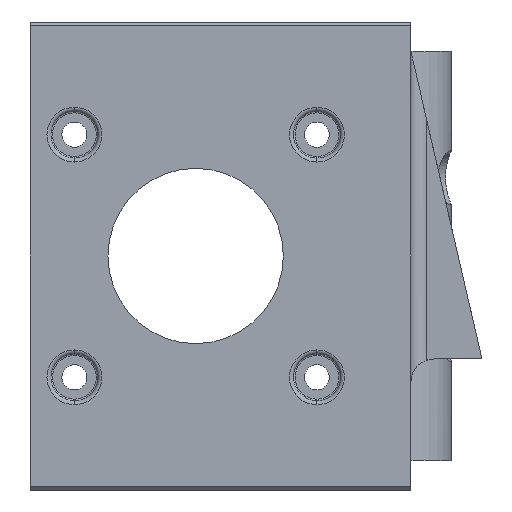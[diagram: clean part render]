
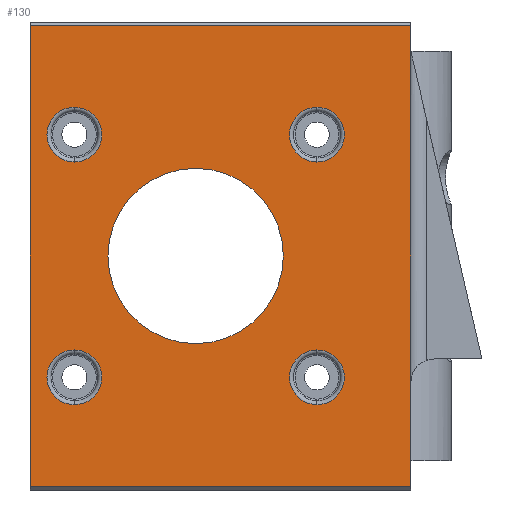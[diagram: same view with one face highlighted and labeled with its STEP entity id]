
A CAD part, left-side view. The second image highlights one B-rep face of the part: STEP entity #130.
In plain terms, the highlighted planar face has unit normal (-1, 0, 0).
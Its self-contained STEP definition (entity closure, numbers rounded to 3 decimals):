
#8 = CARTESIAN_POINT ( 'NONE',  ( 214.15, 15.2, 180.2 ) ) ;
#17 = DIRECTION ( 'NONE',  ( 1., 0., 0. ) ) ;
#34 = DIRECTION ( 'NONE',  ( 1., 0., 0. ) ) ;
#61 = DIRECTION ( 'NONE',  ( 1., 0., 0. ) ) ;
#77 = CARTESIAN_POINT ( 'NONE',  ( 214.15, 3.2, 135.3 ) ) ;
#82 = EDGE_CURVE ( 'NONE', #2221, #4106, #889, .T. ) ;
#112 = EDGE_LOOP ( 'NONE', ( #2278, #1244, #2896, #3416 ) ) ;
#128 = AXIS2_PLACEMENT_3D ( 'NONE', #4532, #61, #3909 ) ;
#130 = ADVANCED_FACE ( 'NONE', ( #3610, #3235, #3633, #1190, #4355, #2588 ), #2212, .F. ) ;
#145 = VERTEX_POINT ( 'NONE', #741 ) ;
#206 = CARTESIAN_POINT ( 'NONE',  ( 214.15, 51.85, 194.1 ) ) ;
#211 = DIRECTION ( 'NONE',  ( 1., 0., 0. ) ) ;
#249 = ORIENTED_EDGE ( 'NONE', *, *, #885, .T. ) ;
#273 = EDGE_CURVE ( 'NONE', #3707, #145, #819, .T. ) ;
#303 = DIRECTION ( 'NONE',  ( 1., 0., 0. ) ) ;
#311 = CARTESIAN_POINT ( 'NONE',  ( 214.15, 46.2, 149.2 ) ) ;
#339 = CARTESIAN_POINT ( 'NONE',  ( 214.15, 30.7, 175.9 ) ) ;
#435 = CARTESIAN_POINT ( 'NONE',  ( 214.15, 46.2, 152.7 ) ) ;
#436 = AXIS2_PLACEMENT_3D ( 'NONE', #1586, #211, #1888 ) ;
#472 = CARTESIAN_POINT ( 'NONE',  ( 214.15, 15.2, 180.2 ) ) ;
#474 = ORIENTED_EDGE ( 'NONE', *, *, #3184, .T. ) ;
#522 = EDGE_LOOP ( 'NONE', ( #3167, #1445 ) ) ;
#682 = LINE ( 'NONE', #2077, #3749 ) ;
#713 = EDGE_CURVE ( 'NONE', #909, #1406, #3618, .T. ) ;
#741 = CARTESIAN_POINT ( 'NONE',  ( 214.15, 15.2, 152.7 ) ) ;
#743 = AXIS2_PLACEMENT_3D ( 'NONE', #1855, #1878, #3962 ) ;
#765 = ORIENTED_EDGE ( 'NONE', *, *, #1784, .T. ) ;
#775 = ORIENTED_EDGE ( 'NONE', *, *, #713, .T. ) ;
#804 = CARTESIAN_POINT ( 'NONE',  ( 214.15, 51.85, 134.55 ) ) ;
#814 = CARTESIAN_POINT ( 'NONE',  ( 214.15, 15.2, 145.7 ) ) ;
#819 = CIRCLE ( 'NONE', #3841, 3.5 ) ;
#821 = DIRECTION ( 'NONE',  ( 1., 0., 0. ) ) ;
#885 = EDGE_CURVE ( 'NONE', #4106, #2221, #1922, .T. ) ;
#889 = CIRCLE ( 'NONE', #4212, 3.5 ) ;
#909 = VERTEX_POINT ( 'NONE', #435 ) ;
#1002 = DIRECTION ( 'NONE',  ( 0., 0., -1. ) ) ;
#1088 = EDGE_LOOP ( 'NONE', ( #4224, #474 ) ) ;
#1169 = VECTOR ( 'NONE', #2195, 1000. ) ;
#1190 = FACE_BOUND ( 'NONE', #1452, .T. ) ;
#1244 = ORIENTED_EDGE ( 'NONE', *, *, #3001, .F. ) ;
#1259 = CARTESIAN_POINT ( 'NONE',  ( 214.15, 30.7, 153.5 ) ) ;
#1320 = AXIS2_PLACEMENT_3D ( 'NONE', #3816, #17, #1371 ) ;
#1321 = AXIS2_PLACEMENT_3D ( 'NONE', #3183, #4214, #3208 ) ;
#1329 = CIRCLE ( 'NONE', #3912, 3.5 ) ;
#1371 = DIRECTION ( 'NONE',  ( 0., 0., -1. ) ) ;
#1406 = VERTEX_POINT ( 'NONE', #2689 ) ;
#1425 = EDGE_CURVE ( 'NONE', #2655, #3323, #1329, .T. ) ;
#1445 = ORIENTED_EDGE ( 'NONE', *, *, #2363, .T. ) ;
#1452 = EDGE_LOOP ( 'NONE', ( #765, #775 ) ) ;
#1586 = CARTESIAN_POINT ( 'NONE',  ( 214.15, 15.2, 149.2 ) ) ;
#1604 = DIRECTION ( 'NONE',  ( 0., 1., 0. ) ) ;
#1645 = VERTEX_POINT ( 'NONE', #1259 ) ;
#1676 = EDGE_CURVE ( 'NONE', #3589, #4273, #3966, .T. ) ;
#1784 = EDGE_CURVE ( 'NONE', #1406, #909, #3301, .T. ) ;
#1855 = CARTESIAN_POINT ( 'NONE',  ( 214.15, 51.85, 134.55 ) ) ;
#1878 = DIRECTION ( 'NONE',  ( 1., 0., 0. ) ) ;
#1888 = DIRECTION ( 'NONE',  ( 0., 0., -1. ) ) ;
#1922 = CIRCLE ( 'NONE', #2518, 3.5 ) ;
#2077 = CARTESIAN_POINT ( 'NONE',  ( 214.15, 51.85, 135.3 ) ) ;
#2165 = CIRCLE ( 'NONE', #128, 11.2 ) ;
#2195 = DIRECTION ( 'NONE',  ( 0., 0., 1. ) ) ;
#2198 = CARTESIAN_POINT ( 'NONE',  ( 214.15, 15.2, 183.7 ) ) ;
#2212 = PLANE ( 'NONE',  #743 ) ;
#2221 = VERTEX_POINT ( 'NONE', #3157 ) ;
#2278 = ORIENTED_EDGE ( 'NONE', *, *, #2795, .T. ) ;
#2294 = ORIENTED_EDGE ( 'NONE', *, *, #2864, .T. ) ;
#2357 = CARTESIAN_POINT ( 'NONE',  ( 214.15, 46.2, 176.7 ) ) ;
#2363 = EDGE_CURVE ( 'NONE', #4386, #1645, #2529, .T. ) ;
#2411 = VERTEX_POINT ( 'NONE', #2977 ) ;
#2417 = CIRCLE ( 'NONE', #436, 3.5 ) ;
#2479 = EDGE_LOOP ( 'NONE', ( #2577, #2294 ) ) ;
#2518 = AXIS2_PLACEMENT_3D ( 'NONE', #8, #303, #4181 ) ;
#2529 = CIRCLE ( 'NONE', #4235, 11.2 ) ;
#2544 = VERTEX_POINT ( 'NONE', #77 ) ;
#2577 = ORIENTED_EDGE ( 'NONE', *, *, #273, .T. ) ;
#2588 = FACE_BOUND ( 'NONE', #522, .T. ) ;
#2604 = EDGE_CURVE ( 'NONE', #2411, #4273, #3354, .T. ) ;
#2655 = VERTEX_POINT ( 'NONE', #2357 ) ;
#2689 = CARTESIAN_POINT ( 'NONE',  ( 214.15, 46.2, 145.7 ) ) ;
#2795 = EDGE_CURVE ( 'NONE', #3589, #2544, #682, .T. ) ;
#2804 = DIRECTION ( 'NONE',  ( 1., 0., 0. ) ) ;
#2831 = DIRECTION ( 'NONE',  ( 0., 0., -1. ) ) ;
#2864 = EDGE_CURVE ( 'NONE', #145, #3707, #2417, .T. ) ;
#2896 = ORIENTED_EDGE ( 'NONE', *, *, #2604, .T. ) ;
#2920 = ORIENTED_EDGE ( 'NONE', *, *, #82, .T. ) ;
#2977 = CARTESIAN_POINT ( 'NONE',  ( 214.15, 3.2, 194.1 ) ) ;
#3001 = EDGE_CURVE ( 'NONE', #2411, #2544, #3771, .T. ) ;
#3070 = DIRECTION ( 'NONE',  ( 1., 0., 0. ) ) ;
#3079 = CARTESIAN_POINT ( 'NONE',  ( 214.15, 51.85, 194.1 ) ) ;
#3092 = DIRECTION ( 'NONE',  ( 0., 0., -1. ) ) ;
#3093 = EDGE_LOOP ( 'NONE', ( #2920, #249 ) ) ;
#3151 = VECTOR ( 'NONE', #1002, 1000. ) ;
#3157 = CARTESIAN_POINT ( 'NONE',  ( 214.15, 15.2, 176.7 ) ) ;
#3158 = CARTESIAN_POINT ( 'NONE',  ( 214.15, 51.85, 135.3 ) ) ;
#3167 = ORIENTED_EDGE ( 'NONE', *, *, #3535, .T. ) ;
#3178 = CARTESIAN_POINT ( 'NONE',  ( 214.15, 15.2, 149.2 ) ) ;
#3183 = CARTESIAN_POINT ( 'NONE',  ( 214.15, 46.2, 180.2 ) ) ;
#3184 = EDGE_CURVE ( 'NONE', #3323, #2655, #3523, .T. ) ;
#3208 = DIRECTION ( 'NONE',  ( 0., 0., -1. ) ) ;
#3235 = FACE_BOUND ( 'NONE', #3093, .T. ) ;
#3258 = DIRECTION ( 'NONE',  ( 0., 0., -1. ) ) ;
#3301 = CIRCLE ( 'NONE', #1320, 3.5 ) ;
#3320 = AXIS2_PLACEMENT_3D ( 'NONE', #311, #3070, #3092 ) ;
#3323 = VERTEX_POINT ( 'NONE', #4462 ) ;
#3354 = LINE ( 'NONE', #206, #4169 ) ;
#3416 = ORIENTED_EDGE ( 'NONE', *, *, #1676, .F. ) ;
#3493 = DIRECTION ( 'NONE',  ( 0., -1., 0. ) ) ;
#3520 = CARTESIAN_POINT ( 'NONE',  ( 214.15, 46.2, 180.2 ) ) ;
#3523 = CIRCLE ( 'NONE', #1321, 3.5 ) ;
#3535 = EDGE_CURVE ( 'NONE', #1645, #4386, #2165, .T. ) ;
#3589 = VERTEX_POINT ( 'NONE', #3158 ) ;
#3610 = FACE_OUTER_BOUND ( 'NONE', #112, .T. ) ;
#3618 = CIRCLE ( 'NONE', #3320, 3.5 ) ;
#3633 = FACE_BOUND ( 'NONE', #1088, .T. ) ;
#3690 = DIRECTION ( 'NONE',  ( 1., 0., 0. ) ) ;
#3707 = VERTEX_POINT ( 'NONE', #814 ) ;
#3749 = VECTOR ( 'NONE', #3493, 1000. ) ;
#3771 = LINE ( 'NONE', #4446, #3151 ) ;
#3816 = CARTESIAN_POINT ( 'NONE',  ( 214.15, 46.2, 149.2 ) ) ;
#3841 = AXIS2_PLACEMENT_3D ( 'NONE', #3178, #34, #2831 ) ;
#3877 = DIRECTION ( 'NONE',  ( 0., 0., -1. ) ) ;
#3909 = DIRECTION ( 'NONE',  ( 0., 0., -1. ) ) ;
#3912 = AXIS2_PLACEMENT_3D ( 'NONE', #3520, #2804, #3877 ) ;
#3962 = DIRECTION ( 'NONE',  ( 0., 0., -1. ) ) ;
#3966 = LINE ( 'NONE', #804, #1169 ) ;
#3998 = DIRECTION ( 'NONE',  ( 0., 0., -1. ) ) ;
#4060 = CARTESIAN_POINT ( 'NONE',  ( 214.15, 30.7, 164.7 ) ) ;
#4106 = VERTEX_POINT ( 'NONE', #2198 ) ;
#4169 = VECTOR ( 'NONE', #1604, 1000. ) ;
#4181 = DIRECTION ( 'NONE',  ( 0., 0., -1. ) ) ;
#4212 = AXIS2_PLACEMENT_3D ( 'NONE', #472, #821, #3258 ) ;
#4214 = DIRECTION ( 'NONE',  ( 1., 0., 0. ) ) ;
#4224 = ORIENTED_EDGE ( 'NONE', *, *, #1425, .T. ) ;
#4235 = AXIS2_PLACEMENT_3D ( 'NONE', #4060, #3690, #3998 ) ;
#4273 = VERTEX_POINT ( 'NONE', #3079 ) ;
#4355 = FACE_BOUND ( 'NONE', #2479, .T. ) ;
#4386 = VERTEX_POINT ( 'NONE', #339 ) ;
#4446 = CARTESIAN_POINT ( 'NONE',  ( 214.15, 3.2, 190.85 ) ) ;
#4462 = CARTESIAN_POINT ( 'NONE',  ( 214.15, 46.2, 183.7 ) ) ;
#4532 = CARTESIAN_POINT ( 'NONE',  ( 214.15, 30.7, 164.7 ) ) ;
